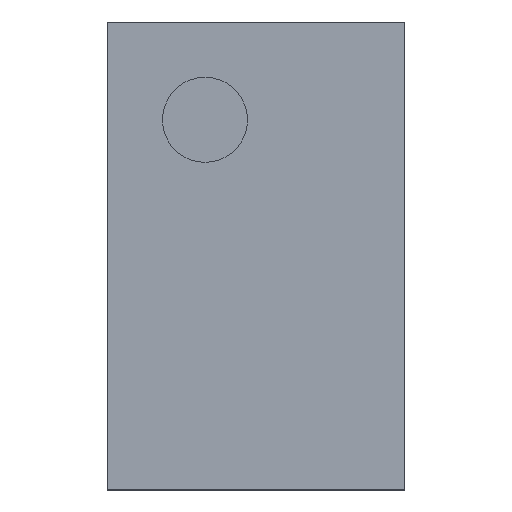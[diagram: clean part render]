
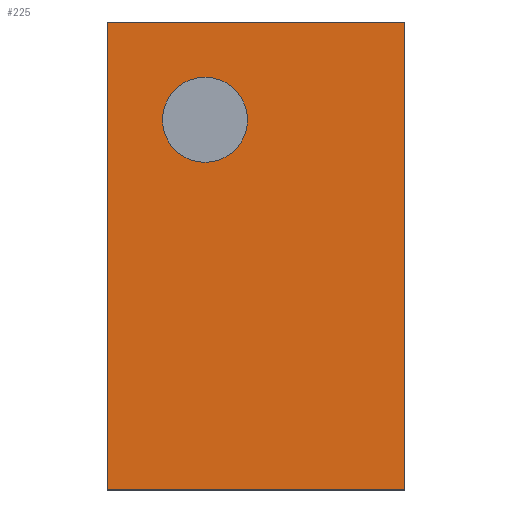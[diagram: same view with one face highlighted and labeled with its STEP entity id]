
A CAD part, top view. The second image highlights one B-rep face of the part: STEP entity #225.
In plain terms, the highlighted planar face has unit normal (0, 0, 1).
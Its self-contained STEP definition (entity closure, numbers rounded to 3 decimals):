
#96 = VERTEX_POINT('',#97);
#97 = CARTESIAN_POINT('',(-0.35,0.55,0.39));
#112 = VERTEX_POINT('',#113);
#113 = CARTESIAN_POINT('',(0.35,0.55,0.39));
#119 = EDGE_CURVE('',#96,#112,#120,.T.);
#120 = LINE('',#121,#122);
#121 = CARTESIAN_POINT('',(-0.35,0.55,0.39));
#122 = VECTOR('',#123,1.);
#123 = DIRECTION('',(1.,0.,0.));
#136 = VERTEX_POINT('',#137);
#137 = CARTESIAN_POINT('',(-0.35,-0.55,0.39));
#152 = VERTEX_POINT('',#153);
#153 = CARTESIAN_POINT('',(0.35,-0.55,0.39));
#159 = EDGE_CURVE('',#136,#152,#160,.T.);
#160 = LINE('',#161,#162);
#161 = CARTESIAN_POINT('',(-0.35,-0.55,0.39));
#162 = VECTOR('',#163,1.);
#163 = DIRECTION('',(1.,0.,0.));
#180 = EDGE_CURVE('',#96,#136,#181,.T.);
#181 = LINE('',#182,#183);
#182 = CARTESIAN_POINT('',(-0.35,0.55,0.39));
#183 = VECTOR('',#184,1.);
#184 = DIRECTION('',(0.,-1.,0.));
#202 = EDGE_CURVE('',#112,#152,#203,.T.);
#203 = LINE('',#204,#205);
#204 = CARTESIAN_POINT('',(0.35,0.55,0.39));
#205 = VECTOR('',#206,1.);
#206 = DIRECTION('',(0.,-1.,0.));
#225 = ADVANCED_FACE('',(#226),#232,.T.);
#226 = FACE_BOUND('',#227,.T.);
#227 = EDGE_LOOP('',(#228,#229,#230,#231));
#228 = ORIENTED_EDGE('',*,*,#119,.F.);
#229 = ORIENTED_EDGE('',*,*,#180,.T.);
#230 = ORIENTED_EDGE('',*,*,#159,.T.);
#231 = ORIENTED_EDGE('',*,*,#202,.F.);
#232 = PLANE('',#233);
#233 = AXIS2_PLACEMENT_3D('',#234,#235,#236);
#234 = CARTESIAN_POINT('',(-0.35,0.55,0.39));
#235 = DIRECTION('',(0.,0.,1.));
#236 = DIRECTION('',(0.,-1.,0.));
